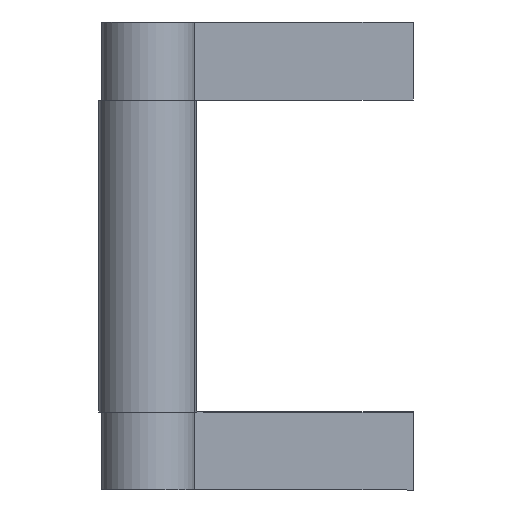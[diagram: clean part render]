
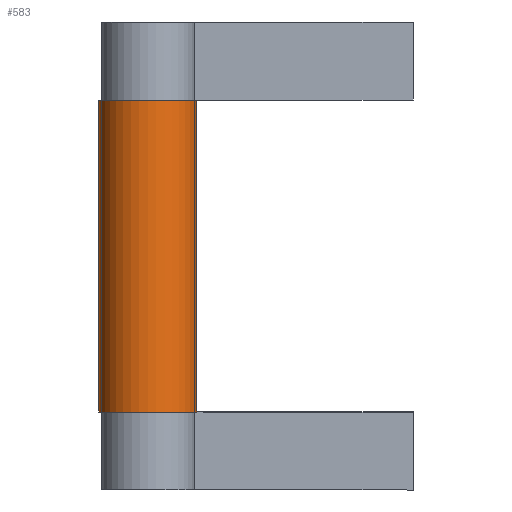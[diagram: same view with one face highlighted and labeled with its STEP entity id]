
A CAD part, left-side view. The second image highlights one B-rep face of the part: STEP entity #583.
In plain terms, the highlighted cylindrical face has radius 157 mm (diameter 314 mm), a partial arc.
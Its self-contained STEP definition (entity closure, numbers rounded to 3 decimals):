
#59=FACE_OUTER_BOUND('',#91,.T.);
#91=EDGE_LOOP('',(#425,#426,#427,#428));
#129=LINE('',#914,#199);
#130=LINE('',#917,#200);
#199=VECTOR('',#747,10.);
#200=VECTOR('',#750,10.);
#265=CIRCLE('',#677,157.);
#266=CIRCLE('',#678,157.);
#281=VERTEX_POINT('',#910);
#282=VERTEX_POINT('',#911);
#283=VERTEX_POINT('',#913);
#284=VERTEX_POINT('',#915);
#339=EDGE_CURVE('',#281,#282,#265,.T.);
#340=EDGE_CURVE('',#282,#283,#129,.T.);
#341=EDGE_CURVE('',#284,#283,#266,.T.);
#342=EDGE_CURVE('',#281,#284,#130,.T.);
#425=ORIENTED_EDGE('',*,*,#339,.T.);
#426=ORIENTED_EDGE('',*,*,#340,.T.);
#427=ORIENTED_EDGE('',*,*,#341,.F.);
#428=ORIENTED_EDGE('',*,*,#342,.F.);
#575=CYLINDRICAL_SURFACE('',#676,157.);
#583=ADVANCED_FACE('',(#59),#575,.T.);
#676=AXIS2_PLACEMENT_3D('',#909,#743,#744);
#677=AXIS2_PLACEMENT_3D('',#912,#745,#746);
#678=AXIS2_PLACEMENT_3D('',#916,#748,#749);
#743=DIRECTION('center_axis',(0.,0.,1.));
#744=DIRECTION('ref_axis',(0.,1.,0.));
#745=DIRECTION('center_axis',(0.,0.,1.));
#746=DIRECTION('ref_axis',(0.,1.,0.));
#747=DIRECTION('',(0.,0.,1.));
#748=DIRECTION('center_axis',(0.,0.,1.));
#749=DIRECTION('ref_axis',(0.,1.,0.));
#750=DIRECTION('',(0.,0.,1.));
#909=CARTESIAN_POINT('Origin',(-2850.,100.924,0.));
#910=CARTESIAN_POINT('',(-2850.,257.924,0.));
#911=CARTESIAN_POINT('',(-2850.,-56.076,0.));
#912=CARTESIAN_POINT('Origin',(-2850.,100.924,0.));
#913=CARTESIAN_POINT('',(-2850.,-56.076,1000.));
#914=CARTESIAN_POINT('',(-2850.,-56.076,0.));
#915=CARTESIAN_POINT('',(-2850.,257.924,1000.));
#916=CARTESIAN_POINT('Origin',(-2850.,100.924,1000.));
#917=CARTESIAN_POINT('',(-2850.,257.924,0.));
